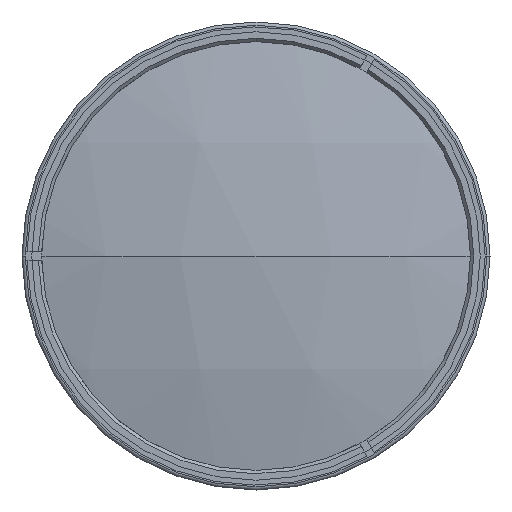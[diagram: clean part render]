
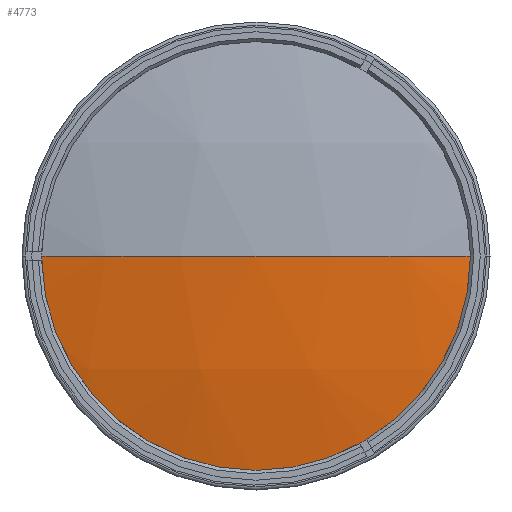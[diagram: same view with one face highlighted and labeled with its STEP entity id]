
A CAD part, left-side view. The second image highlights one B-rep face of the part: STEP entity #4773.
In plain terms, the highlighted spherical face has radius 300.64 mm.
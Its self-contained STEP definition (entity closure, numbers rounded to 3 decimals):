
#307 = ORIENTED_EDGE ( 'NONE', *, *, #6912, .T. ) ;
#770 = ORIENTED_EDGE ( 'NONE', *, *, #8404, .T. ) ;
#1241 = DIRECTION ( 'NONE',  ( 0., 0., -1. ) ) ;
#1494 = DIRECTION ( 'NONE',  ( 0., 0., -1. ) ) ;
#1686 = EDGE_LOOP ( 'NONE', ( #770, #307, #6628 ) ) ;
#2542 = CARTESIAN_POINT ( 'NONE',  ( -270.092, 0., 0. ) ) ;
#2761 = DIRECTION ( 'NONE',  ( 0., 0., 1. ) ) ;
#2867 = CIRCLE ( 'NONE', #4584, 300.64 ) ;
#3268 = DIRECTION ( 'NONE',  ( 0., 0., 1. ) ) ;
#3879 = EDGE_CURVE ( 'NONE', #8095, #7219, #2867, .T. ) ;
#4276 = CARTESIAN_POINT ( 'NONE',  ( -270.092, -68.5, 0. ) ) ;
#4584 = AXIS2_PLACEMENT_3D ( 'NONE', #6947, #2761, #7665 ) ;
#4756 = CARTESIAN_POINT ( 'NONE',  ( 22.64, 0., 0. ) ) ;
#4773 = ADVANCED_FACE ( 'NONE', ( #7404 ), #8600, .T. ) ;
#4935 = VERTEX_POINT ( 'NONE', #4276 ) ;
#5187 = CARTESIAN_POINT ( 'NONE',  ( -270.092, 68.5, 0. ) ) ;
#5724 = CARTESIAN_POINT ( 'NONE',  ( 22.64, 0., 0. ) ) ;
#5784 = AXIS2_PLACEMENT_3D ( 'NONE', #4756, #1241, #6165 ) ;
#6044 = CARTESIAN_POINT ( 'NONE',  ( -278., 0., 0. ) ) ;
#6165 = DIRECTION ( 'NONE',  ( 0., 1., 0. ) ) ;
#6407 = DIRECTION ( 'NONE',  ( 0., 1., 0. ) ) ;
#6628 = ORIENTED_EDGE ( 'NONE', *, *, #3879, .F. ) ;
#6912 = EDGE_CURVE ( 'NONE', #4935, #7219, #7396, .T. ) ;
#6947 = CARTESIAN_POINT ( 'NONE',  ( 22.64, 0., 0. ) ) ;
#7219 = VERTEX_POINT ( 'NONE', #6044 ) ;
#7261 = CIRCLE ( 'NONE', #8211, 68.5 ) ;
#7396 = CIRCLE ( 'NONE', #7643, 300.64 ) ;
#7404 = FACE_OUTER_BOUND ( 'NONE', #1686, .T. ) ;
#7460 = DIRECTION ( 'NONE',  ( -1., 0., 0. ) ) ;
#7643 = AXIS2_PLACEMENT_3D ( 'NONE', #5724, #1494, #6407 ) ;
#7665 = DIRECTION ( 'NONE',  ( 0., -1., 0. ) ) ;
#8095 = VERTEX_POINT ( 'NONE', #5187 ) ;
#8211 = AXIS2_PLACEMENT_3D ( 'NONE', #2542, #7460, #3268 ) ;
#8404 = EDGE_CURVE ( 'NONE', #8095, #4935, #7261, .T. ) ;
#8600 = SPHERICAL_SURFACE ( 'NONE', #5784, 300.64 ) ;
